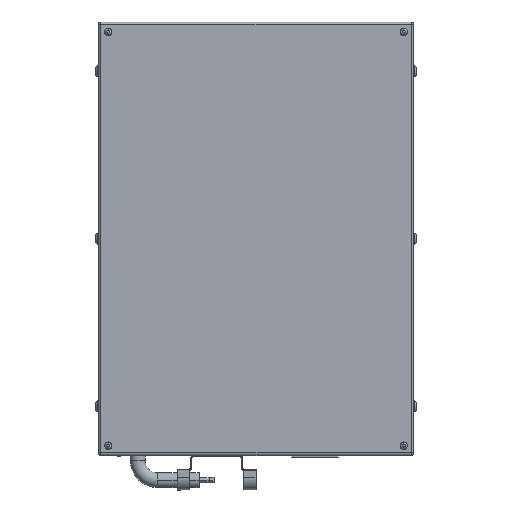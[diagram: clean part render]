
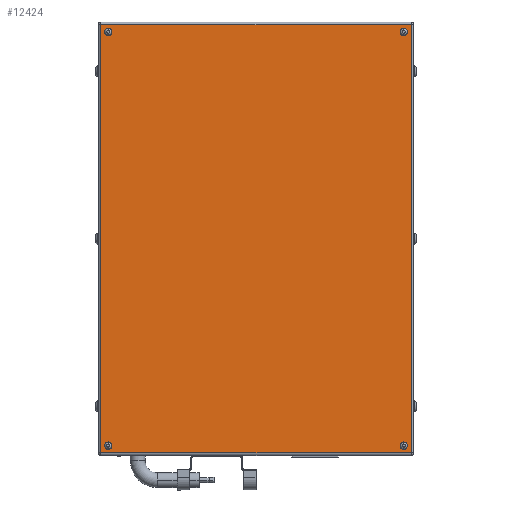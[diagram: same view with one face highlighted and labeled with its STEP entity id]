
A CAD part, front view. The second image highlights one B-rep face of the part: STEP entity #12424.
In plain terms, the highlighted planar face has unit normal (0, -1, 0).
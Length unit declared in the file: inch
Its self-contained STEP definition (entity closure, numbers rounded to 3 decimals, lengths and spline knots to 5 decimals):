
#106 = VERTEX_POINT ( 'NONE', #3430 ) ;
#166 = VECTOR ( 'NONE', #18633, 39.37008 ) ;
#453 = AXIS2_PLACEMENT_3D ( 'NONE', #10624, #16473, #987 ) ;
#682 = CARTESIAN_POINT ( 'NONE',  ( 15.734, -12., -21.734 ) ) ;
#987 = DIRECTION ( 'NONE',  ( 0., 0., -1. ) ) ;
#1317 = DIRECTION ( 'NONE',  ( 0., -1., 0. ) ) ;
#1607 = EDGE_CURVE ( 'NONE', #106, #6712, #3027, .T. ) ;
#1776 = VECTOR ( 'NONE', #5665, 39.37008 ) ;
#2032 = CARTESIAN_POINT ( 'NONE',  ( 15.734, -12., 21.734 ) ) ;
#2045 = CARTESIAN_POINT ( 'NONE',  ( 0., -12., 0. ) ) ;
#2245 = CIRCLE ( 'NONE', #6861, 0.37402 ) ;
#2798 = VERTEX_POINT ( 'NONE', #9489 ) ;
#3027 = LINE ( 'NONE', #5922, #166 ) ;
#3430 = CARTESIAN_POINT ( 'NONE',  ( -15.734, -12., -21.734 ) ) ;
#3592 = FACE_BOUND ( 'NONE', #6417, .T. ) ;
#3802 = CARTESIAN_POINT ( 'NONE',  ( 15., -12., 20.62598 ) ) ;
#4099 = VECTOR ( 'NONE', #11548, 39.37008 ) ;
#4192 = VERTEX_POINT ( 'NONE', #10693 ) ;
#4313 = VERTEX_POINT ( 'NONE', #3802 ) ;
#4451 = CARTESIAN_POINT ( 'NONE',  ( 15., -12., -21. ) ) ;
#4573 = ORIENTED_EDGE ( 'NONE', *, *, #17232, .F. ) ;
#4959 = EDGE_CURVE ( 'NONE', #4313, #4192, #5180, .T. ) ;
#4994 = EDGE_CURVE ( 'NONE', #13192, #2798, #2245, .T. ) ;
#5180 = CIRCLE ( 'NONE', #17403, 0.37402 ) ;
#5292 = LINE ( 'NONE', #17915, #4099 ) ;
#5331 = FACE_BOUND ( 'NONE', #19193, .T. ) ;
#5353 = DIRECTION ( 'NONE',  ( 0., 0., -1. ) ) ;
#5612 = DIRECTION ( 'NONE',  ( 0., -1., 0. ) ) ;
#5665 = DIRECTION ( 'NONE',  ( 0., 0., -1. ) ) ;
#5922 = CARTESIAN_POINT ( 'NONE',  ( 15.734, -12., -21.734 ) ) ;
#6052 = VERTEX_POINT ( 'NONE', #16731 ) ;
#6146 = CARTESIAN_POINT ( 'NONE',  ( -15.734, -12., 21.734 ) ) ;
#6251 = CARTESIAN_POINT ( 'NONE',  ( 15., -12., 21. ) ) ;
#6417 = EDGE_LOOP ( 'NONE', ( #19453, #17237 ) ) ;
#6496 = PLANE ( 'NONE',  #17214 ) ;
#6538 = CARTESIAN_POINT ( 'NONE',  ( 15., -12., 21. ) ) ;
#6710 = EDGE_CURVE ( 'NONE', #8566, #10702, #8266, .T. ) ;
#6712 = VERTEX_POINT ( 'NONE', #682 ) ;
#6861 = AXIS2_PLACEMENT_3D ( 'NONE', #8410, #14495, #11314 ) ;
#6869 = ORIENTED_EDGE ( 'NONE', *, *, #6710, .F. ) ;
#7165 = CARTESIAN_POINT ( 'NONE',  ( -15., -12., 21. ) ) ;
#7674 = CIRCLE ( 'NONE', #10339, 0.37402 ) ;
#7848 = ORIENTED_EDGE ( 'NONE', *, *, #17618, .T. ) ;
#8094 = DIRECTION ( 'NONE',  ( 0., 0., -1. ) ) ;
#8104 = ORIENTED_EDGE ( 'NONE', *, *, #10520, .T. ) ;
#8266 = CIRCLE ( 'NONE', #10934, 0.37402 ) ;
#8350 = DIRECTION ( 'NONE',  ( 0., -1., 0. ) ) ;
#8410 = CARTESIAN_POINT ( 'NONE',  ( 15., -12., -21. ) ) ;
#8566 = VERTEX_POINT ( 'NONE', #8569 ) ;
#8569 = CARTESIAN_POINT ( 'NONE',  ( -15., -12., -21.37402 ) ) ;
#8587 = DIRECTION ( 'NONE',  ( 0., -1., 0. ) ) ;
#8691 = VECTOR ( 'NONE', #15991, 39.37008 ) ;
#8830 = DIRECTION ( 'NONE',  ( 0., 0., -1. ) ) ;
#9489 = CARTESIAN_POINT ( 'NONE',  ( 15., -12., -21.37402 ) ) ;
#9917 = FACE_BOUND ( 'NONE', #13037, .T. ) ;
#10015 = ORIENTED_EDGE ( 'NONE', *, *, #14388, .F. ) ;
#10192 = CARTESIAN_POINT ( 'NONE',  ( 15., -12., -20.62598 ) ) ;
#10339 = AXIS2_PLACEMENT_3D ( 'NONE', #6251, #19146, #12573 ) ;
#10356 = LINE ( 'NONE', #16830, #1776 ) ;
#10381 = CARTESIAN_POINT ( 'NONE',  ( -15., -12., 20.62598 ) ) ;
#10520 = EDGE_CURVE ( 'NONE', #6052, #13220, #5292, .T. ) ;
#10624 = CARTESIAN_POINT ( 'NONE',  ( -15., -12., 21. ) ) ;
#10655 = CIRCLE ( 'NONE', #15895, 0.37402 ) ;
#10693 = CARTESIAN_POINT ( 'NONE',  ( 15., -12., 21.37402 ) ) ;
#10702 = VERTEX_POINT ( 'NONE', #16131 ) ;
#10709 = ORIENTED_EDGE ( 'NONE', *, *, #1607, .T. ) ;
#10813 = VERTEX_POINT ( 'NONE', #10381 ) ;
#10934 = AXIS2_PLACEMENT_3D ( 'NONE', #19671, #5612, #11960 ) ;
#11314 = DIRECTION ( 'NONE',  ( 0., 0., -1. ) ) ;
#11362 = AXIS2_PLACEMENT_3D ( 'NONE', #7165, #18406, #8830 ) ;
#11470 = LINE ( 'NONE', #2032, #8691 ) ;
#11548 = DIRECTION ( 'NONE',  ( -1., 0., 0. ) ) ;
#11900 = CARTESIAN_POINT ( 'NONE',  ( -15., -12., -21. ) ) ;
#11960 = DIRECTION ( 'NONE',  ( 0., 0., -1. ) ) ;
#12424 = ADVANCED_FACE ( 'NONE', ( #16087, #3592, #9917, #5331, #14845 ), #6496, .T. ) ;
#12573 = DIRECTION ( 'NONE',  ( 0., 0., -1. ) ) ;
#12647 = CIRCLE ( 'NONE', #11362, 0.37402 ) ;
#12750 = EDGE_CURVE ( 'NONE', #6712, #6052, #11470, .T. ) ;
#12784 = EDGE_LOOP ( 'NONE', ( #4573, #16946 ) ) ;
#13037 = EDGE_LOOP ( 'NONE', ( #18337, #18012 ) ) ;
#13085 = DIRECTION ( 'NONE',  ( 0., -1., 0. ) ) ;
#13192 = VERTEX_POINT ( 'NONE', #10192 ) ;
#13220 = VERTEX_POINT ( 'NONE', #6146 ) ;
#13350 = ORIENTED_EDGE ( 'NONE', *, *, #12750, .T. ) ;
#13403 = EDGE_CURVE ( 'NONE', #10813, #17932, #12647, .T. ) ;
#13644 = CIRCLE ( 'NONE', #13977, 0.37402 ) ;
#13977 = AXIS2_PLACEMENT_3D ( 'NONE', #4451, #1317, #15707 ) ;
#14388 = EDGE_CURVE ( 'NONE', #10702, #8566, #10655, .T. ) ;
#14495 = DIRECTION ( 'NONE',  ( 0., -1., 0. ) ) ;
#14658 = DIRECTION ( 'NONE',  ( 0., 0., -1. ) ) ;
#14845 = FACE_OUTER_BOUND ( 'NONE', #19855, .T. ) ;
#15298 = EDGE_CURVE ( 'NONE', #17932, #10813, #16606, .T. ) ;
#15707 = DIRECTION ( 'NONE',  ( 0., 0., -1. ) ) ;
#15888 = EDGE_CURVE ( 'NONE', #2798, #13192, #13644, .T. ) ;
#15895 = AXIS2_PLACEMENT_3D ( 'NONE', #11900, #8587, #5353 ) ;
#15991 = DIRECTION ( 'NONE',  ( 0., 0., 1. ) ) ;
#16087 = FACE_BOUND ( 'NONE', #12784, .T. ) ;
#16131 = CARTESIAN_POINT ( 'NONE',  ( -15., -12., -20.62598 ) ) ;
#16473 = DIRECTION ( 'NONE',  ( 0., -1., 0. ) ) ;
#16606 = CIRCLE ( 'NONE', #453, 0.37402 ) ;
#16731 = CARTESIAN_POINT ( 'NONE',  ( 15.734, -12., 21.734 ) ) ;
#16830 = CARTESIAN_POINT ( 'NONE',  ( -15.734, -12., -21.734 ) ) ;
#16946 = ORIENTED_EDGE ( 'NONE', *, *, #4959, .F. ) ;
#17214 = AXIS2_PLACEMENT_3D ( 'NONE', #2045, #8350, #14658 ) ;
#17232 = EDGE_CURVE ( 'NONE', #4192, #4313, #7674, .T. ) ;
#17237 = ORIENTED_EDGE ( 'NONE', *, *, #13403, .F. ) ;
#17403 = AXIS2_PLACEMENT_3D ( 'NONE', #6538, #13085, #8094 ) ;
#17618 = EDGE_CURVE ( 'NONE', #13220, #106, #10356, .T. ) ;
#17915 = CARTESIAN_POINT ( 'NONE',  ( -15.734, -12., 21.734 ) ) ;
#17932 = VERTEX_POINT ( 'NONE', #20296 ) ;
#18012 = ORIENTED_EDGE ( 'NONE', *, *, #15888, .F. ) ;
#18337 = ORIENTED_EDGE ( 'NONE', *, *, #4994, .F. ) ;
#18406 = DIRECTION ( 'NONE',  ( 0., -1., 0. ) ) ;
#18633 = DIRECTION ( 'NONE',  ( 1., 0., 0. ) ) ;
#19146 = DIRECTION ( 'NONE',  ( 0., -1., 0. ) ) ;
#19193 = EDGE_LOOP ( 'NONE', ( #10015, #6869 ) ) ;
#19453 = ORIENTED_EDGE ( 'NONE', *, *, #15298, .F. ) ;
#19671 = CARTESIAN_POINT ( 'NONE',  ( -15., -12., -21. ) ) ;
#19855 = EDGE_LOOP ( 'NONE', ( #13350, #8104, #7848, #10709 ) ) ;
#20296 = CARTESIAN_POINT ( 'NONE',  ( -15., -12., 21.37402 ) ) ;
